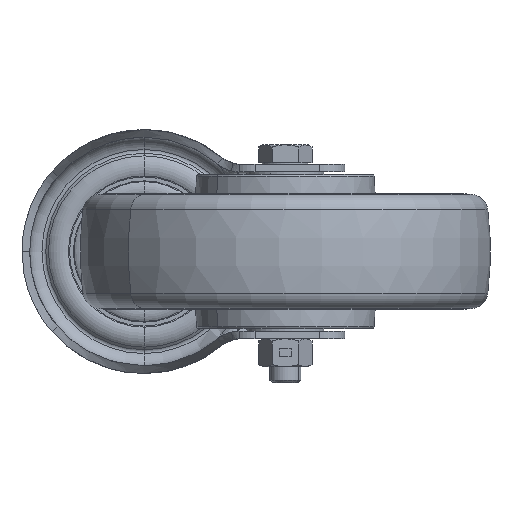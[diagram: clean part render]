
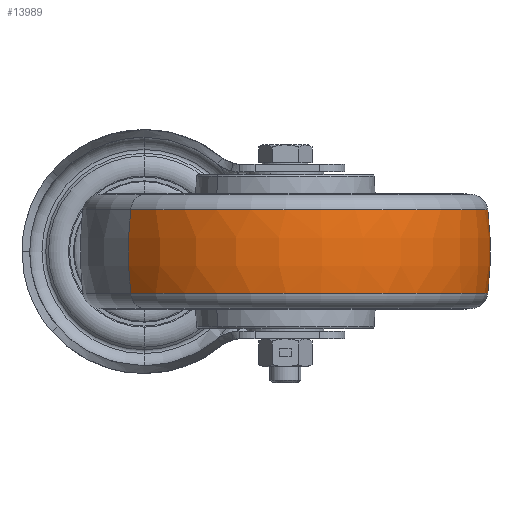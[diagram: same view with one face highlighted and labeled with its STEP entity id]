
A CAD part, front view. The second image highlights one B-rep face of the part: STEP entity #13989.
In plain terms, the highlighted toroidal (fillet/blend) face has major radius 30 mm and minor radius 110 mm.
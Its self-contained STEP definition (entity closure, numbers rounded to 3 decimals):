
#1443 = DIRECTION ( 'NONE',  ( 0., 0., -1. ) ) ;
#1902 = DIRECTION ( 'NONE',  ( -0.764, -0.645, 0. ) ) ;
#2587 = DIRECTION ( 'NONE',  ( 0.645, -0.764, 0. ) ) ;
#3695 = ORIENTED_EDGE ( 'NONE', *, *, #28965, .T. ) ;
#4109 = CARTESIAN_POINT ( 'NONE',  ( 55., -111., -225.824 ) ) ;
#4328 = DIRECTION ( 'NONE',  ( 0.764, 0.645, 0. ) ) ;
#5760 = CARTESIAN_POINT ( 'NONE',  ( -5.19, -161.839, -193.246 ) ) ;
#6696 = ORIENTED_EDGE ( 'NONE', *, *, #11649, .F. ) ;
#7001 = AXIS2_PLACEMENT_3D ( 'NONE', #21247, #23492, #4328 ) ;
#7395 = CARTESIAN_POINT ( 'NONE',  ( 77.918, -91.642, -209.535 ) ) ;
#7752 = CIRCLE ( 'NONE', #23933, 110. ) ;
#10132 = CARTESIAN_POINT ( 'NONE',  ( 115.19, -60.161, -225.824 ) ) ;
#10769 = DIRECTION ( 'NONE',  ( 0., 0., -1. ) ) ;
#11604 = VERTEX_POINT ( 'NONE', #5760 ) ;
#11622 = FACE_OUTER_BOUND ( 'NONE', #28973, .T. ) ;
#11649 = EDGE_CURVE ( 'NONE', #25621, #27469, #18040, .T. ) ;
#13169 = AXIS2_PLACEMENT_3D ( 'NONE', #15900, #1443, #30671 ) ;
#13593 = ORIENTED_EDGE ( 'NONE', *, *, #15247, .T. ) ;
#13989 = ADVANCED_FACE ( 'NONE', ( #11622 ), #18108, .T. ) ;
#15247 = EDGE_CURVE ( 'NONE', #25621, #11604, #18213, .T. ) ;
#15900 = CARTESIAN_POINT ( 'NONE',  ( 55., -111., -193.246 ) ) ;
#17029 = AXIS2_PLACEMENT_3D ( 'NONE', #23651, #18716, #1902 ) ;
#17214 = AXIS2_PLACEMENT_3D ( 'NONE', #4109, #10769, #25840 ) ;
#17889 = CARTESIAN_POINT ( 'NONE',  ( 115.19, -60.161, -193.246 ) ) ;
#18040 = CIRCLE ( 'NONE', #17029, 110. ) ;
#18108 = TOROIDAL_SURFACE ( 'NONE', #7001, -30., 110. ) ;
#18213 = CIRCLE ( 'NONE', #13169, 78.787 ) ;
#18716 = DIRECTION ( 'NONE',  ( -0.645, 0.764, 0. ) ) ;
#21247 = CARTESIAN_POINT ( 'NONE',  ( 55., -111., -209.535 ) ) ;
#23492 = DIRECTION ( 'NONE',  ( 0., 0., -1. ) ) ;
#23651 = CARTESIAN_POINT ( 'NONE',  ( 32.082, -130.358, -209.535 ) ) ;
#23933 = AXIS2_PLACEMENT_3D ( 'NONE', #7395, #2587, #25267 ) ;
#25267 = DIRECTION ( 'NONE',  ( 0.764, 0.645, 0. ) ) ;
#25306 = CIRCLE ( 'NONE', #17214, 78.787 ) ;
#25374 = CARTESIAN_POINT ( 'NONE',  ( -5.19, -161.839, -225.824 ) ) ;
#25621 = VERTEX_POINT ( 'NONE', #17889 ) ;
#25840 = DIRECTION ( 'NONE',  ( 0.764, 0.645, 0. ) ) ;
#26367 = EDGE_CURVE ( 'NONE', #27469, #29345, #25306, .T. ) ;
#27469 = VERTEX_POINT ( 'NONE', #10132 ) ;
#28965 = EDGE_CURVE ( 'NONE', #11604, #29345, #7752, .T. ) ;
#28973 = EDGE_LOOP ( 'NONE', ( #13593, #3695, #29046, #6696 ) ) ;
#29046 = ORIENTED_EDGE ( 'NONE', *, *, #26367, .F. ) ;
#29345 = VERTEX_POINT ( 'NONE', #25374 ) ;
#30671 = DIRECTION ( 'NONE',  ( 0.764, 0.645, 0. ) ) ;
